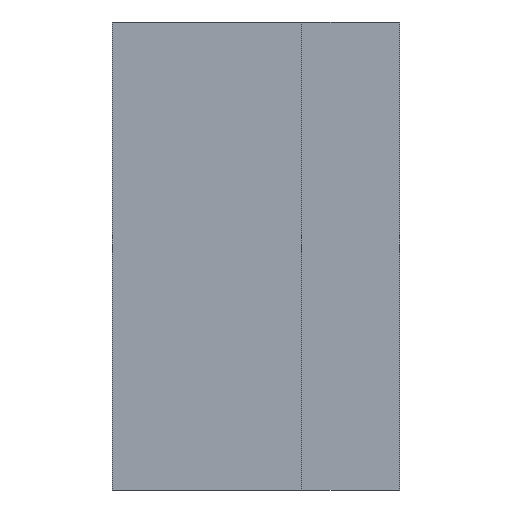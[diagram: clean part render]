
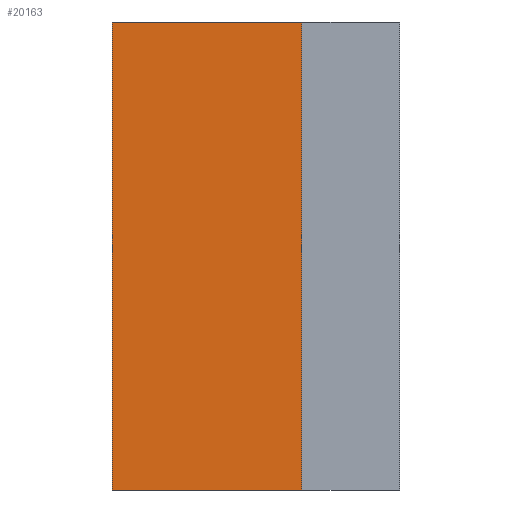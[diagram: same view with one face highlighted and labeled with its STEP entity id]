
A CAD part, left-side view. The second image highlights one B-rep face of the part: STEP entity #20163.
In plain terms, the highlighted planar face has unit normal (-1, 0, 0).
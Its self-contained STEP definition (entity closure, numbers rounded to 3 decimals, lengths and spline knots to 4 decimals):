
#8104 = DIRECTION ( 'NONE',  ( 1., 0., 0. ) ) ;
#8556 = CARTESIAN_POINT ( 'NONE',  ( -4.33, 1.5311, 1.9291 ) ) ;
#9421 = CARTESIAN_POINT ( 'NONE',  ( -4.33, -0.0301, 1.9291 ) ) ;
#10284 = CARTESIAN_POINT ( 'NONE',  ( -4.33, -0.0301, 1.9291 ) ) ;
#10777 = LINE ( 'NONE', #52263, #90054 ) ;
#15004 = FACE_OUTER_BOUND ( 'NONE', #75048, .T. ) ;
#15296 = ORIENTED_EDGE ( 'NONE', *, *, #40168, .T. ) ;
#15472 = CARTESIAN_POINT ( 'NONE',  ( -4.33, 1.5311, 1.9291 ) ) ;
#17427 = ORIENTED_EDGE ( 'NONE', *, *, #59643, .T. ) ;
#19177 = LINE ( 'NONE', #69845, #60318 ) ;
#20163 = ADVANCED_FACE ( 'NONE', ( #15004 ), #71229, .F. ) ;
#22099 = CARTESIAN_POINT ( 'NONE',  ( -4.33, 1.5311, -1.9291 ) ) ;
#23533 = VERTEX_POINT ( 'NONE', #8556 ) ;
#25592 = EDGE_CURVE ( 'NONE', #59609, #69480, #74332, .T. ) ;
#35797 = EDGE_CURVE ( 'NONE', #23533, #59609, #19177, .T. ) ;
#40168 = EDGE_CURVE ( 'NONE', #89425, #69480, #45904, .T. ) ;
#41258 = VECTOR ( 'NONE', #52369, 39.3701 ) ;
#42922 = CARTESIAN_POINT ( 'NONE',  ( -4.33, -0.0301, -1.9291 ) ) ;
#43598 = DIRECTION ( 'NONE',  ( 0., 0., -1. ) ) ;
#45904 = LINE ( 'NONE', #61077, #41258 ) ;
#52263 = CARTESIAN_POINT ( 'NONE',  ( -4.33, 1.5311, 1.9291 ) ) ;
#52369 = DIRECTION ( 'NONE',  ( 0., -1., 0. ) ) ;
#52668 = DIRECTION ( 'NONE',  ( 0., 0., -1. ) ) ;
#59572 = VECTOR ( 'NONE', #52668, 39.3701 ) ;
#59609 = VERTEX_POINT ( 'NONE', #9421 ) ;
#59643 = EDGE_CURVE ( 'NONE', #23533, #89425, #10777, .T. ) ;
#60318 = VECTOR ( 'NONE', #68475, 39.3701 ) ;
#61077 = CARTESIAN_POINT ( 'NONE',  ( -4.33, 1.5311, -1.9291 ) ) ;
#61506 = ORIENTED_EDGE ( 'NONE', *, *, #25592, .F. ) ;
#61934 = ORIENTED_EDGE ( 'NONE', *, *, #35797, .F. ) ;
#66991 = DIRECTION ( 'NONE',  ( 0., 0., -1. ) ) ;
#68475 = DIRECTION ( 'NONE',  ( 0., -1., 0. ) ) ;
#69480 = VERTEX_POINT ( 'NONE', #42922 ) ;
#69845 = CARTESIAN_POINT ( 'NONE',  ( -4.33, 1.5311, 1.9291 ) ) ;
#71229 = PLANE ( 'NONE',  #90348 ) ;
#74332 = LINE ( 'NONE', #10284, #59572 ) ;
#75048 = EDGE_LOOP ( 'NONE', ( #61506, #61934, #17427, #15296 ) ) ;
#89425 = VERTEX_POINT ( 'NONE', #22099 ) ;
#90054 = VECTOR ( 'NONE', #66991, 39.3701 ) ;
#90348 = AXIS2_PLACEMENT_3D ( 'NONE', #15472, #8104, #43598 ) ;
